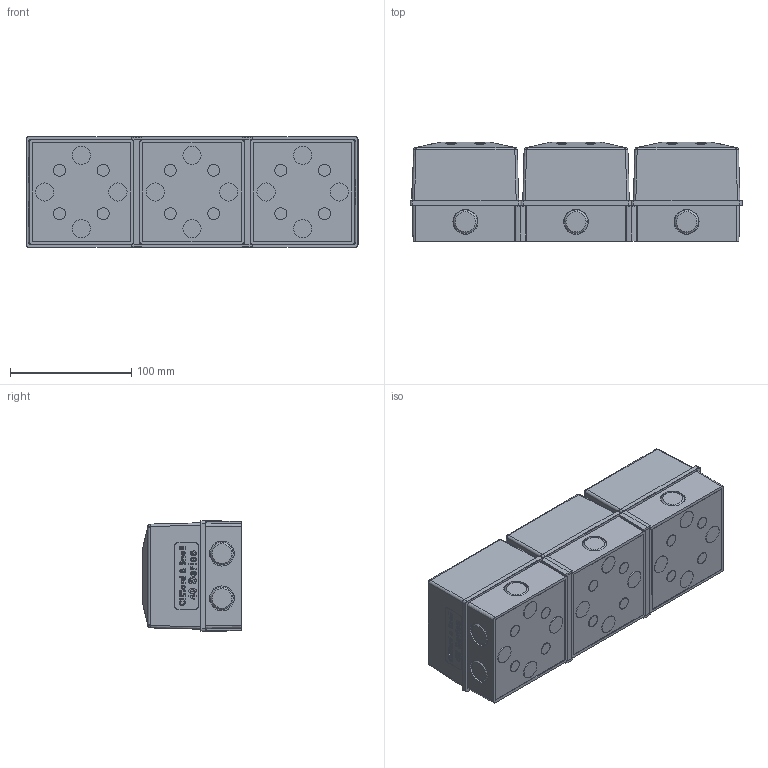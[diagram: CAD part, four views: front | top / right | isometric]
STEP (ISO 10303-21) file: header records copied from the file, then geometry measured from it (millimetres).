
FILE_DESCRIPTION (( 'STEP AP214' ), '1' );
FILE_NAME ('40 Series Tripple.STEP', '2021-05-18T16:29:33', ( '' ), ( '' ), 'SwSTEP 2.0', 'SolidWorks 2021', '' );
FILE_SCHEMA (( 'AUTOMOTIVE_DESIGN' ));
Length unit declared in the file: millimetre
Products named in the file (1): 40 Series Tripple
Bounding box: 274.3 x 82.45 x 91.5 mm (x, y, z)
Volume: 1848026.5 mm3; surface area: 206600.8 mm2
Topology: 33 solids, 33 shells, 1157 faces, 2779 edges, 1786 vertices
Faces by surface type: plane 544, cylinder 267, bspline 208, cone 102, sphere 24, torus 12
Entity records: 55692 total; most frequent: CARTESIAN_POINT 17372, ORIENTED_EDGE 5534, DIRECTION 4610, EDGE_CURVE 2767, VERTEX_POINT 1786, VECTOR 1594, LINE 1594, AXIS2_PLACEMENT_3D 1508
